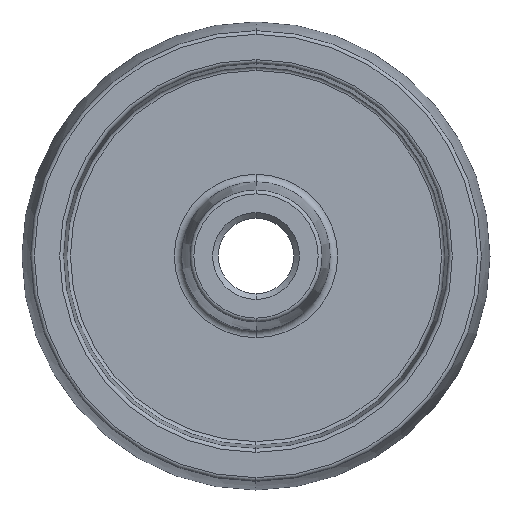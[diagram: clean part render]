
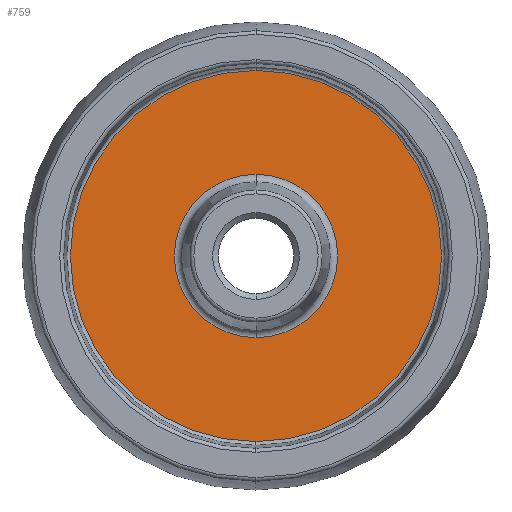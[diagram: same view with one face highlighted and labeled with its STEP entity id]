
A CAD part, left-side view. The second image highlights one B-rep face of the part: STEP entity #759.
In plain terms, the highlighted planar face has unit normal (-1, 0, 0).
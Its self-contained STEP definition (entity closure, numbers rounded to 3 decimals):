
#135 = CARTESIAN_POINT ( 'NONE',  ( -5., 0., 0. ) ) ;
#145 = AXIS2_PLACEMENT_3D ( 'NONE', #206, #477, #193 ) ;
#182 = VERTEX_POINT ( 'NONE', #303 ) ;
#193 = DIRECTION ( 'NONE',  ( 0., 0., 1. ) ) ;
#206 = CARTESIAN_POINT ( 'NONE',  ( -5., 0., 0. ) ) ;
#218 = DIRECTION ( 'NONE',  ( 0., 0., 1. ) ) ;
#270 = ORIENTED_EDGE ( 'NONE', *, *, #1366, .T. ) ;
#303 = CARTESIAN_POINT ( 'NONE',  ( -5., 0., -21.802 ) ) ;
#359 = VERTEX_POINT ( 'NONE', #929 ) ;
#405 = FACE_BOUND ( 'NONE', #768, .T. ) ;
#477 = DIRECTION ( 'NONE',  ( -1., 0., 0. ) ) ;
#489 = EDGE_CURVE ( 'NONE', #182, #1027, #1686, .T. ) ;
#507 = VERTEX_POINT ( 'NONE', #579 ) ;
#526 = AXIS2_PLACEMENT_3D ( 'NONE', #848, #1273, #1125 ) ;
#579 = CARTESIAN_POINT ( 'NONE',  ( -5., 0., 49.559 ) ) ;
#628 = CARTESIAN_POINT ( 'NONE',  ( -5., 0., 21.802 ) ) ;
#629 = EDGE_CURVE ( 'NONE', #507, #359, #1073, .T. ) ;
#666 = PLANE ( 'NONE',  #841 ) ;
#674 = AXIS2_PLACEMENT_3D ( 'NONE', #1724, #1337, #218 ) ;
#732 = EDGE_CURVE ( 'NONE', #1027, #182, #1169, .T. ) ;
#740 = ORIENTED_EDGE ( 'NONE', *, *, #732, .T. ) ;
#759 = ADVANCED_FACE ( 'NONE', ( #405, #1495 ), #666, .T. ) ;
#768 = EDGE_LOOP ( 'NONE', ( #740, #1357 ) ) ;
#841 = AXIS2_PLACEMENT_3D ( 'NONE', #1197, #1644, #1750 ) ;
#848 = CARTESIAN_POINT ( 'NONE',  ( -5., 0., 0. ) ) ;
#929 = CARTESIAN_POINT ( 'NONE',  ( -5., 0., -49.559 ) ) ;
#1027 = VERTEX_POINT ( 'NONE', #628 ) ;
#1051 = AXIS2_PLACEMENT_3D ( 'NONE', #135, #1074, #1381 ) ;
#1073 = CIRCLE ( 'NONE', #674, 49.559 ) ;
#1074 = DIRECTION ( 'NONE',  ( 1., 0., 0. ) ) ;
#1125 = DIRECTION ( 'NONE',  ( 0., 0., 1. ) ) ;
#1167 = ORIENTED_EDGE ( 'NONE', *, *, #629, .T. ) ;
#1169 = CIRCLE ( 'NONE', #1051, 21.802 ) ;
#1197 = CARTESIAN_POINT ( 'NONE',  ( -5., 50.5, 0. ) ) ;
#1273 = DIRECTION ( 'NONE',  ( 1., 0., 0. ) ) ;
#1301 = CIRCLE ( 'NONE', #145, 49.559 ) ;
#1337 = DIRECTION ( 'NONE',  ( -1., 0., 0. ) ) ;
#1357 = ORIENTED_EDGE ( 'NONE', *, *, #489, .T. ) ;
#1366 = EDGE_CURVE ( 'NONE', #359, #507, #1301, .T. ) ;
#1381 = DIRECTION ( 'NONE',  ( 0., 0., 1. ) ) ;
#1495 = FACE_OUTER_BOUND ( 'NONE', #1754, .T. ) ;
#1644 = DIRECTION ( 'NONE',  ( -1., 0., 0. ) ) ;
#1686 = CIRCLE ( 'NONE', #526, 21.802 ) ;
#1724 = CARTESIAN_POINT ( 'NONE',  ( -5., 0., 0. ) ) ;
#1750 = DIRECTION ( 'NONE',  ( 0., 0., 1. ) ) ;
#1754 = EDGE_LOOP ( 'NONE', ( #1167, #270 ) ) ;
